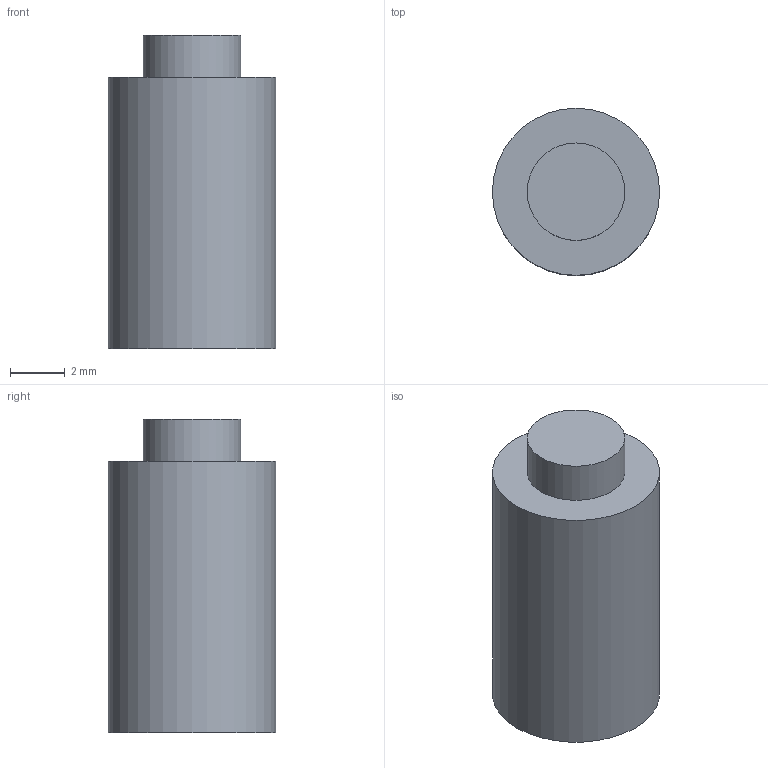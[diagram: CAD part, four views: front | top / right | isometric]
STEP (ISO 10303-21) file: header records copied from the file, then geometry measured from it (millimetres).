
FILE_DESCRIPTION(('FreeCAD Model'),'2;1');
FILE_NAME('top.step', '2018-04-07T11:55:07',(''),(''),'Open CASCADE STEP processor 6.8', 'FreeCAD','Unknown');
FILE_SCHEMA(('AUTOMOTIVE_DESIGN { 1 0 10303 214 1 1 1 1 }'));
Length unit declared in the file: millimetre
Products named in the file (1): Body
Bounding box: 6.1 x 6.1 x 11.43 mm (x, y, z)
Volume: 304.3 mm3; surface area: 265.1 mm2
Topology: 1 solids, 1 shells, 5 faces, 6 edges, 4 vertices
Faces by surface type: plane 3, cylinder 2
Full cylindrical faces by diameter (mm): 3.556 x1, 6.096 x1
Entity records: 215 total; most frequent: CARTESIAN_POINT 52, DIRECTION 30, ORIENTED_EDGE 12, PCURVE 12, DEFINITIONAL_REPRESENTATION 12, AXIS2_PLACEMENT_3D 10, LINE 10, VECTOR 10
